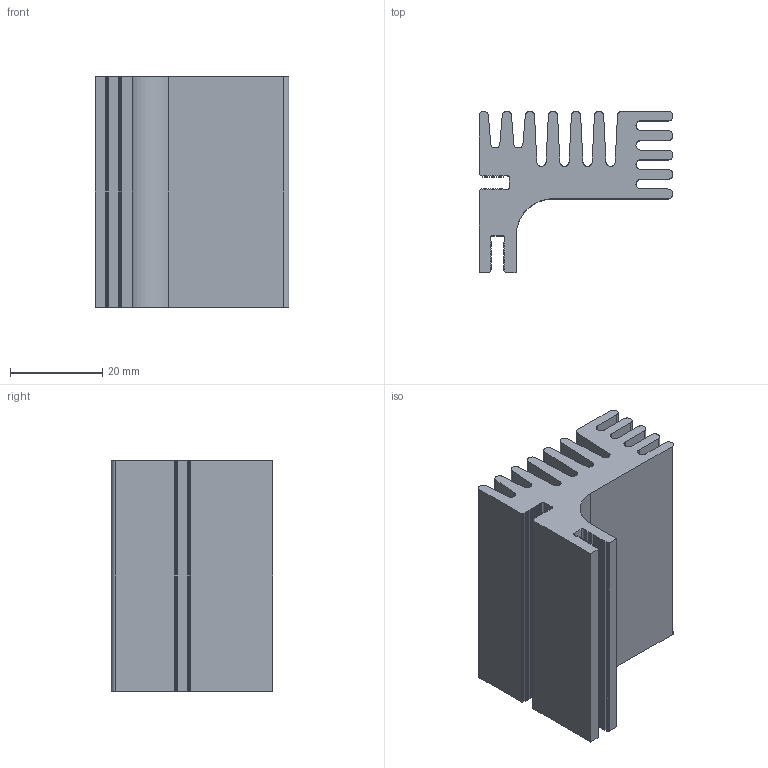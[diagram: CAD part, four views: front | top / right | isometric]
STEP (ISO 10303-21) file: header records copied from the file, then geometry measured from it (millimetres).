
FILE_DESCRIPTION(/* description */ ('SK 125'),/* implementation_level */ '2;1');
FILE_NAME(/* name */ 'SK 687 50 SK.stp',/* time_stamp */ '2024-10-29T09:44:59-03:00',/* author */ ('alan.wilson'),/* organization */ (''),/* preprocessor_version */ 'ST-DEVELOPER v20',/* originating_system */ 'Autodesk Inventor 2024',/* authorisation */ '');
FILE_SCHEMA (('AUTOMOTIVE_DESIGN { 1 0 10303 214 3 1 1 }'));
Length unit declared in the file: millimetre
Products named in the file (1): 1041450_IPT_000
Bounding box: 42 x 35 x 50 mm (x, y, z)
Volume: 33509.9 mm3; surface area: 19345.5 mm2
Topology: 1 solids, 1 shells, 258 faces, 768 edges, 512 vertices
Faces by surface type: plane 135, cylinder 123
Entity records: 9037 total; most frequent: CARTESIAN_POINT 1539, ORIENTED_EDGE 1536, DIRECTION 1532, EDGE_CURVE 768, LINE 522, VECTOR 522, VERTEX_POINT 512, AXIS2_PLACEMENT_3D 505
